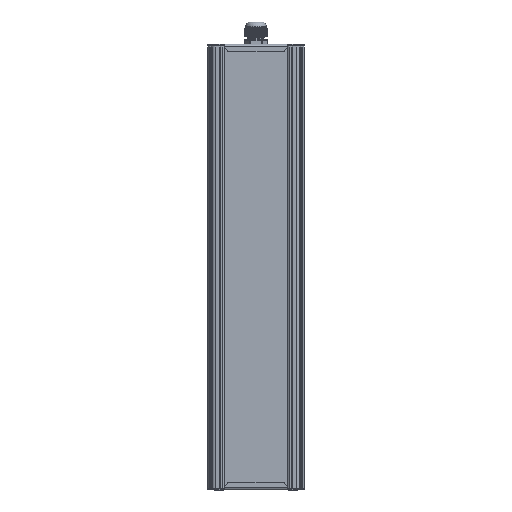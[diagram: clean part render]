
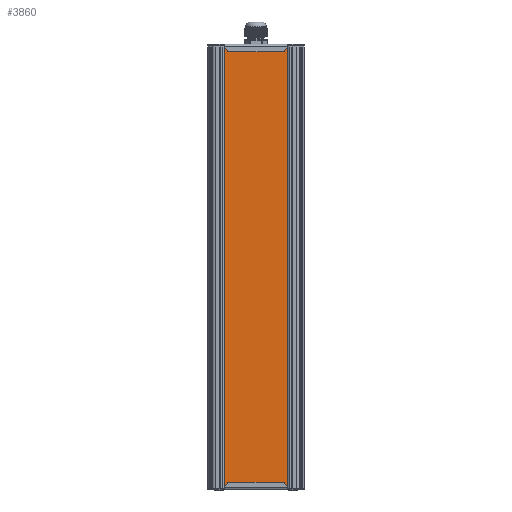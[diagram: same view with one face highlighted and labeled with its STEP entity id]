
A CAD part, front view. The second image highlights one B-rep face of the part: STEP entity #3860.
In plain terms, the highlighted face is planar.
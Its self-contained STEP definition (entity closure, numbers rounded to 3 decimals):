
#3860=ADVANCED_FACE('',(#14083),#14085,.T.);
#14083=FACE_BOUND('',#14084,.T.);
#14084=EDGE_LOOP('',(#29346,#29347,#29348,#29349));
#14085=PLANE('',#14086);
#14086=AXIS2_PLACEMENT_3D('',#14087,#14088,#14089);
#14087=CARTESIAN_POINT('',(120.465,593.492,117.308));
#14088=DIRECTION('',(0.,0.,-1.));
#14089=DIRECTION('',(0.,1.,0.));
#29346=ORIENTED_EDGE('',*,*,#37820,.T.);
#29347=ORIENTED_EDGE('',*,*,#37822,.F.);
#29348=ORIENTED_EDGE('',*,*,#37823,.F.);
#29349=ORIENTED_EDGE('',*,*,#37824,.T.);
#37820=EDGE_CURVE('',#44392,#44390,#44393,.T.);
#37822=EDGE_CURVE('',#44395,#44390,#44396,.T.);
#37823=EDGE_CURVE('',#44397,#44395,#44398,.T.);
#37824=EDGE_CURVE('',#44397,#44392,#44399,.T.);
#44390=VERTEX_POINT('',#64802);
#44392=VERTEX_POINT('',#64806);
#44393=LINE('',#64807,#64808);
#44395=VERTEX_POINT('',#64813);
#44396=LINE('',#64814,#64815);
#44397=VERTEX_POINT('',#64817);
#44398=LINE('',#64818,#64819);
#44399=LINE('',#64821,#64822);
#64802=CARTESIAN_POINT('',(526.465,679.838,117.308));
#64806=CARTESIAN_POINT('',(10.465,679.838,117.308));
#64807=CARTESIAN_POINT('',(10.465,679.838,117.308));
#64808=VECTOR('',#64809,1.);
#64809=DIRECTION('',(1.,0.,0.));
#64813=CARTESIAN_POINT('',(526.465,593.492,117.308));
#64814=CARTESIAN_POINT('',(526.465,593.492,117.308));
#64815=VECTOR('',#64816,1.);
#64816=DIRECTION('',(0.,1.,0.));
#64817=CARTESIAN_POINT('',(10.465,593.492,117.308));
#64818=CARTESIAN_POINT('',(10.465,593.492,117.308));
#64819=VECTOR('',#64820,1.);
#64820=DIRECTION('',(1.,0.,0.));
#64821=CARTESIAN_POINT('',(10.465,593.492,117.308));
#64822=VECTOR('',#64823,1.);
#64823=DIRECTION('',(0.,1.,0.));
